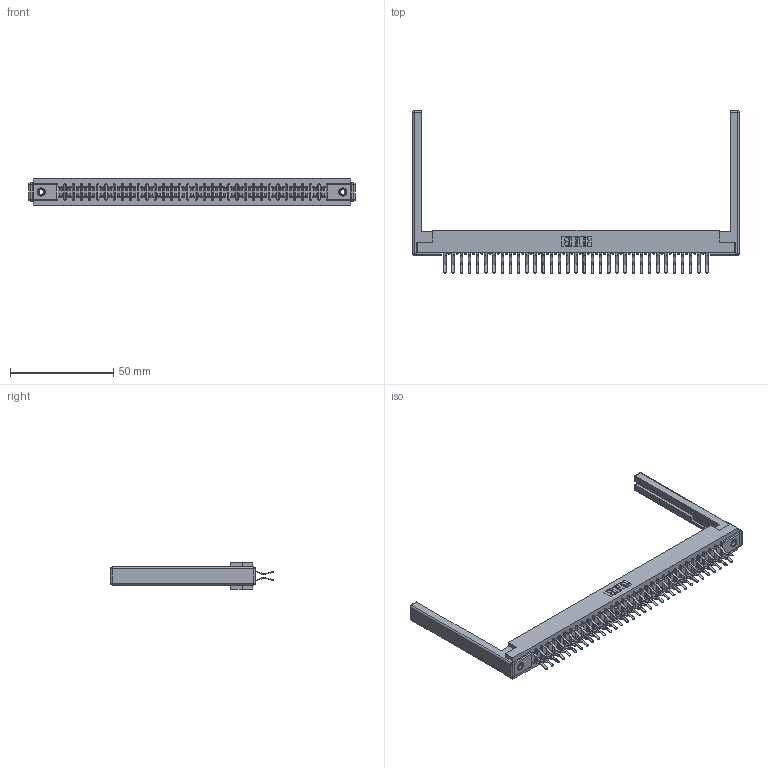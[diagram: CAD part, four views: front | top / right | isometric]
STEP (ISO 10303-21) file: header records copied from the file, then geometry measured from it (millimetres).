
FILE_DESCRIPTION (( 'STEP AP203' ), '1' );
FILE_NAME ('357-066-460-268.STEP', '2020-10-05T01:04:52', ( '' ), ( '' ), 'SwSTEP 2.0', 'SolidWorks 2020', '' );
FILE_SCHEMA (( 'CONFIG_CONTROL_DESIGN' ));
Length unit declared in the file: inch
Products named in the file (5): 307-290-001_560; 307-220-068; 345-250-001_345-250-001-102; 357-066-460-268; 307 Part_.156 Dia Mounting Holes
Assembly tree (71 placements, depth 2):
  357-066-460-268
    307 Part_.156 Dia Mounting Holes
    307-290-001_560  x66
    307-220-068  x2
    345-250-001_345-250-001-102  x2
Bounding box: 158.19 x 78.69 x 12.7 mm (x, y, z)
Volume: 21220.8 mm3; surface area: 24848.2 mm2
Topology: 71 solids, 71 shells, 3606 faces, 10085 edges, 6522 vertices
Faces by surface type: plane 2336, cylinder 1178, sphere 76, cone 12, torus 4
Entity records: 33319 total; most frequent: CARTESIAN_POINT 5430, ORIENTED_EDGE 5372, DIRECTION 5338, EDGE_CURVE 2686, VECTOR 2054, LINE 2054, VERTEX_POINT 1734, AXIS2_PLACEMENT_3D 1642
